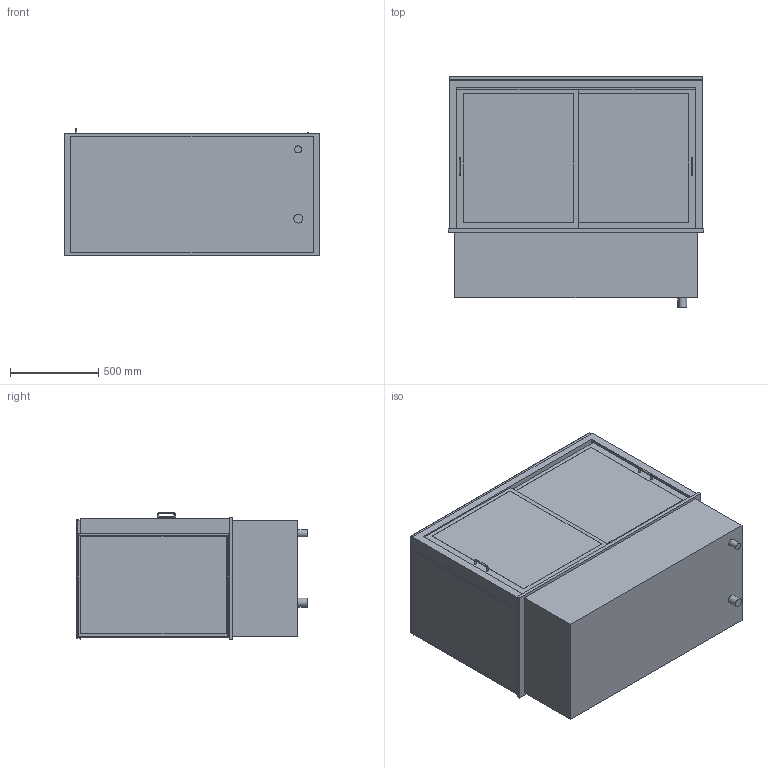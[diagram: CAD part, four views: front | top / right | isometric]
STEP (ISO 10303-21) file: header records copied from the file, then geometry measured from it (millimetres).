
FILE_DESCRIPTION(/* description */ ('Einbaukühlvitrine: eigengekühlt'),/* implementation_level */ '2;1');
FILE_NAME(/* name */ '3D-AKE-00006024.stp',/* time_stamp */ '2024-10-16T15:47:53+02:00',/* author */ ('marina.schachner'),/* organization */ (''),/* preprocessor_version */ 'ST-DEVELOPER v20',/* originating_system */ 'Autodesk Inventor 2024',/* authorisation */ '');
FILE_SCHEMA (('AUTOMOTIVE_DESIGN { 1 0 10303 214 3 1 1 }'));
Length unit declared in the file: millimetre
Products named in the file (1): 3D-AKE-00006012
Bounding box: 1450 x 1310 x 720.99 mm (x, y, z)
Volume: 197881167.2 mm3; surface area: 23857778.8 mm2
Topology: 47 solids, 47 shells, 496 faces, 1186 edges, 788 vertices
Faces by surface type: plane 430, cylinder 62, torus 4
Full cylindrical faces by diameter (mm): 8 x6, 40 x1, 50 x1
Entity records: 14225 total; most frequent: CARTESIAN_POINT 2471, ORIENTED_EDGE 2372, DIRECTION 2316, EDGE_CURVE 1186, LINE 1050, VECTOR 1050, VERTEX_POINT 788, AXIS2_PLACEMENT_3D 633
